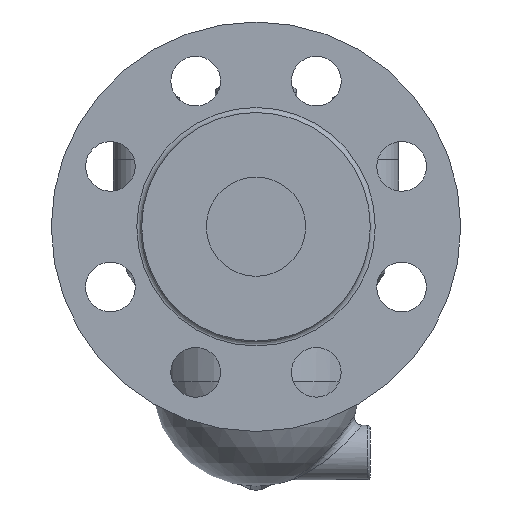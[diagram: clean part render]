
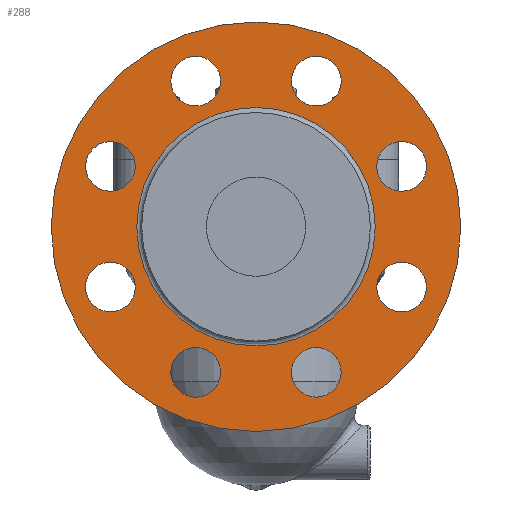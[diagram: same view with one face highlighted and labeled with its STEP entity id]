
A CAD part, left-side view. The second image highlights one B-rep face of the part: STEP entity #288.
In plain terms, the highlighted planar face has unit normal (-1, 0, 0).
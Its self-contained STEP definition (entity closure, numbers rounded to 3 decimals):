
#158=CARTESIAN_POINT('',(-133.6,0.,21.05));
#159=VERTEX_POINT('',#158);
#160=CARTESIAN_POINT('',(-133.6,0.0,-27.));
#161=DIRECTION('',(-1.0,0.0,0.0));
#162=DIRECTION('',(0.0,0.0,-1.0));
#163=AXIS2_PLACEMENT_3D('',#160,#161,#162);
#164=CIRCLE('',#163,48.05);
#165=EDGE_CURVE('',#159,#159,#164,.T.);
#181=CARTESIAN_POINT('',(-133.6,0.0,37.275));
#182=DIRECTION('',(-1.0,0.0,0.0));
#183=DIRECTION('',(0.0,0.0,1.0));
#184=AXIS2_PLACEMENT_3D('',#181,#182,#183);
#185=PLANE('',#184);
#186=CARTESIAN_POINT('',(-133.6,0.0,55.5));
#187=VERTEX_POINT('',#186);
#188=CARTESIAN_POINT('',(-133.6,0.0,-27.));
#189=DIRECTION('',(-1.0,0.0,0.0));
#190=DIRECTION('',(0.0,0.0,1.0));
#191=AXIS2_PLACEMENT_3D('',#188,#189,#190);
#192=CIRCLE('',#191,82.5);
#193=EDGE_CURVE('',#187,#187,#192,.T.);
#194=ORIENTED_EDGE('',*,*,#193,.T.);
#195=EDGE_LOOP('',(#194));
#196=FACE_OUTER_BOUND('',#195,.T.);
#197=CARTESIAN_POINT('',(-133.6,24.3,41.666));
#198=VERTEX_POINT('',#197);
#199=CARTESIAN_POINT('',(-133.6,24.3,31.666));
#200=DIRECTION('',(1.0,0.0,0.0));
#201=DIRECTION('',(0.0,0.0,1.0));
#202=AXIS2_PLACEMENT_3D('',#199,#200,#201);
#203=CIRCLE('',#202,10.0);
#204=EDGE_CURVE('',#198,#198,#203,.T.);
#205=ORIENTED_EDGE('',*,*,#204,.T.);
#206=EDGE_LOOP('',(#205));
#207=FACE_BOUND('',#206,.T.);
#208=CARTESIAN_POINT('',(-133.6,65.737,4.371));
#209=VERTEX_POINT('',#208);
#210=CARTESIAN_POINT('',(-133.6,58.666,-2.7));
#211=DIRECTION('',(1.0,0.,0.));
#212=DIRECTION('',(0.,0.707,0.707));
#213=AXIS2_PLACEMENT_3D('',#210,#211,#212);
#214=CIRCLE('',#213,10.0);
#215=EDGE_CURVE('',#209,#209,#214,.T.);
#216=ORIENTED_EDGE('',*,*,#215,.T.);
#217=EDGE_LOOP('',(#216));
#218=FACE_BOUND('',#217,.T.);
#219=CARTESIAN_POINT('',(-133.6,68.666,-51.3));
#220=VERTEX_POINT('',#219);
#221=CARTESIAN_POINT('',(-133.6,58.666,-51.3));
#222=DIRECTION('',(1.0,0.0,0.0));
#223=DIRECTION('',(0.0,1.0,0.0));
#224=AXIS2_PLACEMENT_3D('',#221,#222,#223);
#225=CIRCLE('',#224,10.0);
#226=EDGE_CURVE('',#220,#220,#225,.T.);
#227=ORIENTED_EDGE('',*,*,#226,.T.);
#228=EDGE_LOOP('',(#227));
#229=FACE_BOUND('',#228,.T.);
#230=CARTESIAN_POINT('',(-133.6,31.371,-92.737));
#231=VERTEX_POINT('',#230);
#232=CARTESIAN_POINT('',(-133.6,24.3,-85.666));
#233=DIRECTION('',(1.0,0.,0.));
#234=DIRECTION('',(0.,0.707,-0.707));
#235=AXIS2_PLACEMENT_3D('',#232,#233,#234);
#236=CIRCLE('',#235,10.0);
#237=EDGE_CURVE('',#231,#231,#236,.T.);
#238=ORIENTED_EDGE('',*,*,#237,.T.);
#239=EDGE_LOOP('',(#238));
#240=FACE_BOUND('',#239,.T.);
#241=CARTESIAN_POINT('',(-133.6,-24.3,-95.666));
#242=VERTEX_POINT('',#241);
#243=CARTESIAN_POINT('',(-133.6,-24.3,-85.666));
#244=DIRECTION('',(1.0,0.0,0.0));
#245=DIRECTION('',(0.0,0.0,-1.0));
#246=AXIS2_PLACEMENT_3D('',#243,#244,#245);
#247=CIRCLE('',#246,10.0);
#248=EDGE_CURVE('',#242,#242,#247,.T.);
#249=ORIENTED_EDGE('',*,*,#248,.T.);
#250=EDGE_LOOP('',(#249));
#251=FACE_BOUND('',#250,.T.);
#252=CARTESIAN_POINT('',(-133.6,-65.737,-58.371));
#253=VERTEX_POINT('',#252);
#254=CARTESIAN_POINT('',(-133.6,-58.666,-51.3));
#255=DIRECTION('',(1.0,0.,0.));
#256=DIRECTION('',(0.,-0.707,-0.707));
#257=AXIS2_PLACEMENT_3D('',#254,#255,#256);
#258=CIRCLE('',#257,10.0);
#259=EDGE_CURVE('',#253,#253,#258,.T.);
#260=ORIENTED_EDGE('',*,*,#259,.T.);
#261=EDGE_LOOP('',(#260));
#262=FACE_BOUND('',#261,.T.);
#263=CARTESIAN_POINT('',(-133.6,-68.666,-2.7));
#264=VERTEX_POINT('',#263);
#265=CARTESIAN_POINT('',(-133.6,-58.666,-2.7));
#266=DIRECTION('',(1.0,0.0,0.0));
#267=DIRECTION('',(0.0,-1.0,0.0));
#268=AXIS2_PLACEMENT_3D('',#265,#266,#267);
#269=CIRCLE('',#268,10.0);
#270=EDGE_CURVE('',#264,#264,#269,.T.);
#271=ORIENTED_EDGE('',*,*,#270,.T.);
#272=EDGE_LOOP('',(#271));
#273=FACE_BOUND('',#272,.T.);
#274=CARTESIAN_POINT('',(-133.6,-31.371,38.737));
#275=VERTEX_POINT('',#274);
#276=CARTESIAN_POINT('',(-133.6,-24.3,31.666));
#277=DIRECTION('',(1.0,0.,0.));
#278=DIRECTION('',(0.,-0.707,0.707));
#279=AXIS2_PLACEMENT_3D('',#276,#277,#278);
#280=CIRCLE('',#279,10.0);
#281=EDGE_CURVE('',#275,#275,#280,.T.);
#282=ORIENTED_EDGE('',*,*,#281,.T.);
#283=EDGE_LOOP('',(#282));
#284=FACE_BOUND('',#283,.T.);
#285=ORIENTED_EDGE('',*,*,#165,.F.);
#286=EDGE_LOOP('',(#285));
#287=FACE_BOUND('',#286,.T.);
#288=ADVANCED_FACE('',(#196,#207,#218,#229,#240,#251,#262,#273,#284,#287),#185,.T.);
